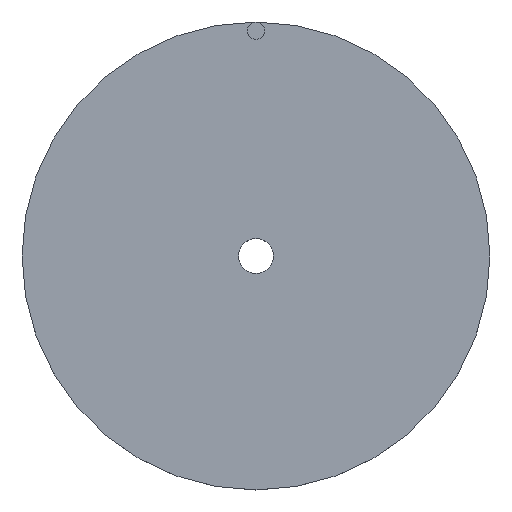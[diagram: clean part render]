
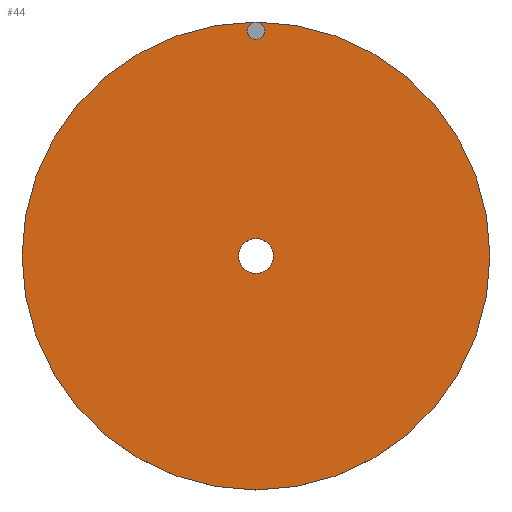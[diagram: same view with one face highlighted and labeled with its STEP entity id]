
A CAD part, top view. The second image highlights one B-rep face of the part: STEP entity #44.
In plain terms, the highlighted planar face has unit normal (0, 0, 1).
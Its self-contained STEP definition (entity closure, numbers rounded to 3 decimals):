
#16 = FACE_BOUND ( 'NONE', #332, .T. ) ;
#28 = DIRECTION ( 'NONE',  ( 0., 0., 1. ) ) ;
#30 = DIRECTION ( 'NONE',  ( 1., 0., 0. ) ) ;
#31 = EDGE_CURVE ( 'NONE', #271, #273, #85, .T. ) ;
#41 = VERTEX_POINT ( 'NONE', #279 ) ;
#42 = EDGE_LOOP ( 'NONE', ( #216, #368 ) ) ;
#43 = CIRCLE ( 'NONE', #224, 5. ) ;
#44 = ADVANCED_FACE ( 'NONE', ( #16, #365, #166 ), #47, .T. ) ;
#47 = PLANE ( 'NONE',  #277 ) ;
#48 = AXIS2_PLACEMENT_3D ( 'NONE', #290, #345, #30 ) ;
#59 = CARTESIAN_POINT ( 'NONE',  ( -5., 0., 2.5 ) ) ;
#60 = DIRECTION ( 'NONE',  ( 1., 0., 0. ) ) ;
#62 = EDGE_CURVE ( 'NONE', #304, #41, #360, .T. ) ;
#79 = ORIENTED_EDGE ( 'NONE', *, *, #117, .F. ) ;
#85 = CIRCLE ( 'NONE', #348, 2. ) ;
#89 = AXIS2_PLACEMENT_3D ( 'NONE', #347, #316, #60 ) ;
#101 = ORIENTED_EDGE ( 'NONE', *, *, #31, .F. ) ;
#104 = DIRECTION ( 'NONE',  ( 0., 0., 1. ) ) ;
#105 = VERTEX_POINT ( 'NONE', #59 ) ;
#108 = CARTESIAN_POINT ( 'NONE',  ( 0., 0., 2.5 ) ) ;
#115 = AXIS2_PLACEMENT_3D ( 'NONE', #148, #28, #294 ) ;
#117 = EDGE_CURVE ( 'NONE', #105, #182, #43, .T. ) ;
#128 = EDGE_CURVE ( 'NONE', #182, #105, #239, .T. ) ;
#132 = DIRECTION ( 'NONE',  ( 1., 0., 0. ) ) ;
#135 = CARTESIAN_POINT ( 'NONE',  ( 0., 0., 2.5 ) ) ;
#140 = CARTESIAN_POINT ( 'NONE',  ( -67.5, 0., 2.5 ) ) ;
#148 = CARTESIAN_POINT ( 'NONE',  ( 0., 0., 2.5 ) ) ;
#149 = ORIENTED_EDGE ( 'NONE', *, *, #128, .F. ) ;
#161 = EDGE_CURVE ( 'NONE', #273, #271, #252, .T. ) ;
#166 = FACE_BOUND ( 'NONE', #334, .T. ) ;
#172 = CARTESIAN_POINT ( 'NONE',  ( 0., 0., 2.5 ) ) ;
#182 = VERTEX_POINT ( 'NONE', #264 ) ;
#190 = AXIS2_PLACEMENT_3D ( 'NONE', #108, #343, #132 ) ;
#216 = ORIENTED_EDGE ( 'NONE', *, *, #62, .T. ) ;
#219 = DIRECTION ( 'NONE',  ( 1., 0., 0. ) ) ;
#224 = AXIS2_PLACEMENT_3D ( 'NONE', #172, #315, #238 ) ;
#238 = DIRECTION ( 'NONE',  ( 1., 0., 0. ) ) ;
#239 = CIRCLE ( 'NONE', #115, 5. ) ;
#240 = ORIENTED_EDGE ( 'NONE', *, *, #161, .F. ) ;
#246 = DIRECTION ( 'NONE',  ( 0., 0., 1. ) ) ;
#248 = CARTESIAN_POINT ( 'NONE',  ( 0., 65., 2.5 ) ) ;
#251 = DIRECTION ( 'NONE',  ( 1., 0., 0. ) ) ;
#252 = CIRCLE ( 'NONE', #48, 2. ) ;
#264 = CARTESIAN_POINT ( 'NONE',  ( 5., 0., 2.5 ) ) ;
#270 = CIRCLE ( 'NONE', #89, 67.5 ) ;
#271 = VERTEX_POINT ( 'NONE', #280 ) ;
#273 = VERTEX_POINT ( 'NONE', #367 ) ;
#277 = AXIS2_PLACEMENT_3D ( 'NONE', #135, #104, #219 ) ;
#279 = CARTESIAN_POINT ( 'NONE',  ( 67.5, 0., 2.5 ) ) ;
#280 = CARTESIAN_POINT ( 'NONE',  ( -2., 65., 2.5 ) ) ;
#290 = CARTESIAN_POINT ( 'NONE',  ( 0., 65., 2.5 ) ) ;
#294 = DIRECTION ( 'NONE',  ( 1., 0., 0. ) ) ;
#304 = VERTEX_POINT ( 'NONE', #140 ) ;
#315 = DIRECTION ( 'NONE',  ( 0., 0., 1. ) ) ;
#316 = DIRECTION ( 'NONE',  ( 0., 0., 1. ) ) ;
#332 = EDGE_LOOP ( 'NONE', ( #101, #240 ) ) ;
#334 = EDGE_LOOP ( 'NONE', ( #79, #149 ) ) ;
#343 = DIRECTION ( 'NONE',  ( 0., 0., 1. ) ) ;
#345 = DIRECTION ( 'NONE',  ( 0., 0., 1. ) ) ;
#347 = CARTESIAN_POINT ( 'NONE',  ( 0., 0., 2.5 ) ) ;
#348 = AXIS2_PLACEMENT_3D ( 'NONE', #248, #246, #251 ) ;
#360 = CIRCLE ( 'NONE', #190, 67.5 ) ;
#363 = EDGE_CURVE ( 'NONE', #41, #304, #270, .T. ) ;
#365 = FACE_OUTER_BOUND ( 'NONE', #42, .T. ) ;
#367 = CARTESIAN_POINT ( 'NONE',  ( 2., 65., 2.5 ) ) ;
#368 = ORIENTED_EDGE ( 'NONE', *, *, #363, .T. ) ;
